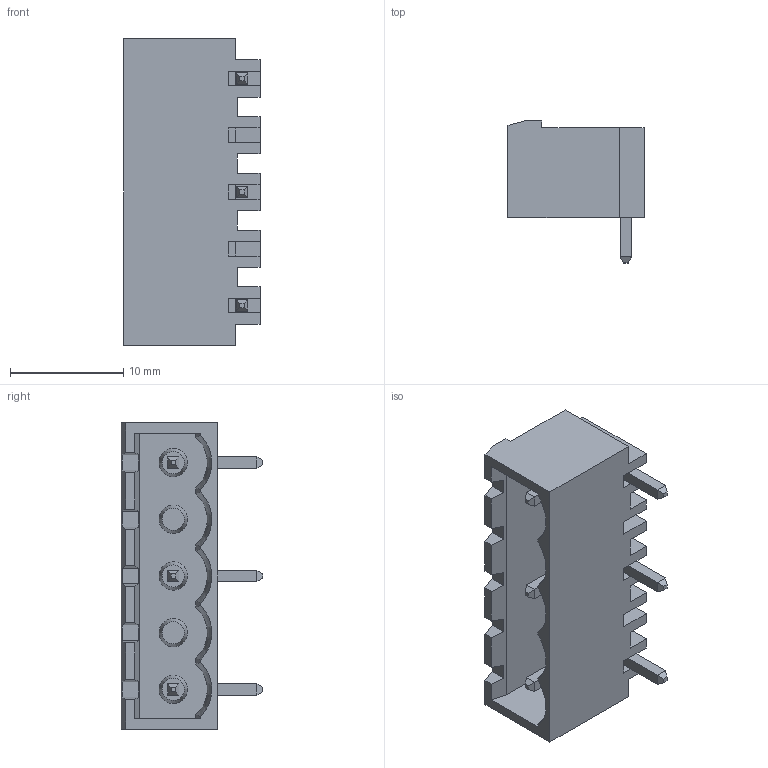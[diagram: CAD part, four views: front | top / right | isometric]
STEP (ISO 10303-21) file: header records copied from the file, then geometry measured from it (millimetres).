
FILE_DESCRIPTION( ( 'STEP AP214' ), '1' );
FILE_NAME( 'PV03-10-H-P.stp', ' ', ( ' ' ), ( ' ' ), 'PSStep 14.0', 'VISI 19.0', ' ' );
FILE_SCHEMA( ( 'AUTOMOTIVE_DESIGN { 1 0 10303 214 1 1 1 1 }' ) );
Length unit declared in the file: millimetre
Products named in the file (1): 1
Bounding box: 12 x 12.5 x 27 mm (x, y, z)
Volume: 1207.5 mm3; surface area: 2195.2 mm2
Topology: 1 solids, 1 shells, 178 faces, 466 edges, 301 vertices
Faces by surface type: plane 160, cone 10, cylinder 8
Entity records: 6730 total; most frequent: CARTESIAN_POINT 961, ORIENTED_EDGE 912, DIRECTION 835, EDGE_CURVE 456, LINE 415, VECTOR 415, VERTEX_POINT 296, AXIS2_PLACEMENT_3D 210
